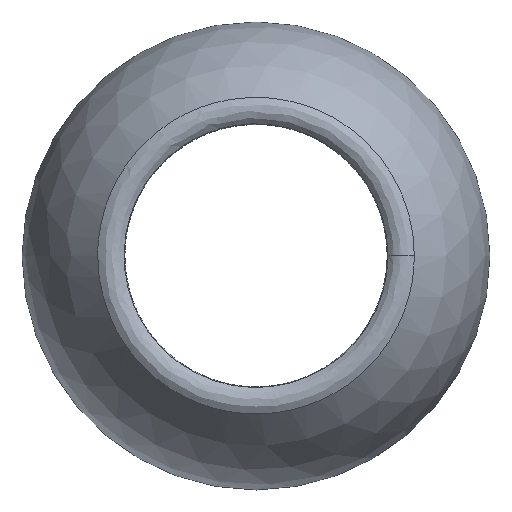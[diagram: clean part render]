
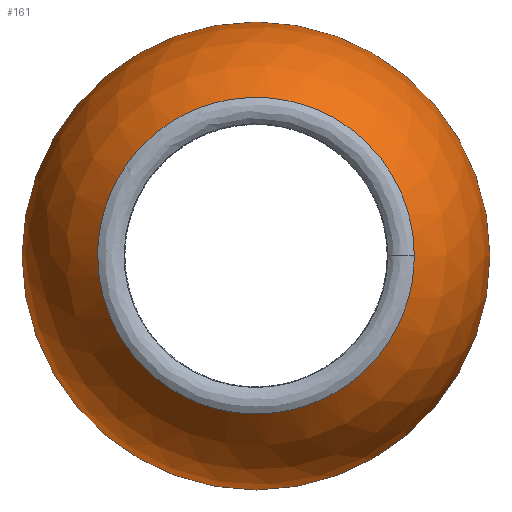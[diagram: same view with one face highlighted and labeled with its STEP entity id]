
A CAD part, top view. The second image highlights one B-rep face of the part: STEP entity #161.
In plain terms, the highlighted spherical face has radius 26.15 mm.
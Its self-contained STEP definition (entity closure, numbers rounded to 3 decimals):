
#30=SPHERICAL_SURFACE('',#191,26.15);
#40=FACE_OUTER_BOUND('',#51,.T.);
#51=EDGE_LOOP('',(#143,#144,#145,#146,#147,#148));
#60=CIRCLE('',#190,26.15);
#61=CIRCLE('',#192,26.15);
#63=B_SPLINE_CURVE_WITH_KNOTS('',3,(#355,#356,#357,#358,#359,#360,#361,
#362,#363,#364,#365),.UNSPECIFIED.,.F.,.F.,(4,1,1,1,1,1,1,1,4),(0.,
0.364,0.729,1.458,2.43,2.916,
3.402,4.374,5.102),.UNSPECIFIED.);
#64=B_SPLINE_CURVE_WITH_KNOTS('',3,(#367,#368,#369,#370,#371,#372,#373,
#374,#375,#376,#377),.UNSPECIFIED.,.F.,.F.,(4,1,1,1,1,1,1,1,4),(5.102,
5.346,5.832,6.318,7.29,8.019,
8.748,9.477,10.206),.UNSPECIFIED.);
#69=B_SPLINE_CURVE_WITH_KNOTS('',3,(#563,#564,#565,#566),.UNSPECIFIED.,
 .F.,.F.,(4,4),(10.206,10.207),.UNSPECIFIED.);
#70=VERTEX_POINT('',#342);
#72=VERTEX_POINT('',#354);
#73=VERTEX_POINT('',#366);
#82=VERTEX_POINT('',#587);
#84=EDGE_CURVE('',#70,#72,#63,.T.);
#85=EDGE_CURVE('',#72,#73,#64,.T.);
#92=EDGE_CURVE('',#73,#70,#69,.T.);
#102=EDGE_CURVE('',#82,#82,#60,.T.);
#104=EDGE_CURVE('',#72,#82,#61,.T.);
#143=ORIENTED_EDGE('',*,*,#92,.F.);
#144=ORIENTED_EDGE('',*,*,#85,.F.);
#145=ORIENTED_EDGE('',*,*,#104,.T.);
#146=ORIENTED_EDGE('',*,*,#102,.T.);
#147=ORIENTED_EDGE('',*,*,#104,.F.);
#148=ORIENTED_EDGE('',*,*,#84,.F.);
#161=ADVANCED_FACE('',(#40),#30,.T.);
#190=AXIS2_PLACEMENT_3D('',#588,#226,#227);
#191=AXIS2_PLACEMENT_3D('',#590,#229,#230);
#192=AXIS2_PLACEMENT_3D('',#591,#231,#232);
#226=DIRECTION('center_axis',(0.,0.,1.));
#227=DIRECTION('ref_axis',(1.,0.,0.));
#229=DIRECTION('center_axis',(0.,0.,1.));
#230=DIRECTION('ref_axis',(1.,0.,0.));
#231=DIRECTION('center_axis',(0.,-1.,0.));
#232=DIRECTION('ref_axis',(-1.,0.,0.));
#342=CARTESIAN_POINT('',(17.696,0.,29.252));
#354=CARTESIAN_POINT('',(-17.695,0.,29.252));
#355=CARTESIAN_POINT('Ctrl Pts',(17.696,0.,
29.252));
#356=CARTESIAN_POINT('Ctrl Pts',(17.696,1.316,29.252));
#357=CARTESIAN_POINT('Ctrl Pts',(17.395,3.98,29.252));
#358=CARTESIAN_POINT('Ctrl Pts',(15.642,8.994,29.252));
#359=CARTESIAN_POINT('Ctrl Pts',(10.846,15.032,29.252));
#360=CARTESIAN_POINT('Ctrl Pts',(3.123,18.06,29.252));
#361=CARTESIAN_POINT('Ctrl Pts',(-4.005,17.504,29.252));
#362=CARTESIAN_POINT('Ctrl Pts',(-10.65,14.914,29.252));
#363=CARTESIAN_POINT('Ctrl Pts',(-16.305,8.823,29.252));
#364=CARTESIAN_POINT('Ctrl Pts',(-17.691,2.645,29.252));
#365=CARTESIAN_POINT('Ctrl Pts',(-17.695,0.,
29.252));
#366=CARTESIAN_POINT('',(17.696,-0.014,29.252));
#367=CARTESIAN_POINT('Ctrl Pts',(-17.695,0.,
29.252));
#368=CARTESIAN_POINT('Ctrl Pts',(-17.697,-0.886,29.252));
#369=CARTESIAN_POINT('Ctrl Pts',(-17.503,-3.537,29.252));
#370=CARTESIAN_POINT('Ctrl Pts',(-16.173,-7.801,29.252));
#371=CARTESIAN_POINT('Ctrl Pts',(-12.163,-13.711,29.252));
#372=CARTESIAN_POINT('Ctrl Pts',(-4.969,-17.856,29.252));
#373=CARTESIAN_POINT('Ctrl Pts',(4.093,-17.834,29.252));
#374=CARTESIAN_POINT('Ctrl Pts',(11.419,-14.305,29.252));
#375=CARTESIAN_POINT('Ctrl Pts',(16.503,-7.912,29.252));
#376=CARTESIAN_POINT('Ctrl Pts',(17.694,-2.646,29.252));
#377=CARTESIAN_POINT('Ctrl Pts',(17.696,-0.014,29.252));
#563=CARTESIAN_POINT('Ctrl Pts',(17.696,-0.014,29.252));
#564=CARTESIAN_POINT('Ctrl Pts',(17.696,-0.01,
29.252));
#565=CARTESIAN_POINT('Ctrl Pts',(17.696,-0.005,
29.252));
#566=CARTESIAN_POINT('Ctrl Pts',(17.696,0.,
29.252));
#587=CARTESIAN_POINT('',(-26.15,0.,10.));
#588=CARTESIAN_POINT('Origin',(0.,0.,10.));
#590=CARTESIAN_POINT('Origin',(0.,0.,10.));
#591=CARTESIAN_POINT('Origin',(0.,0.,10.));
